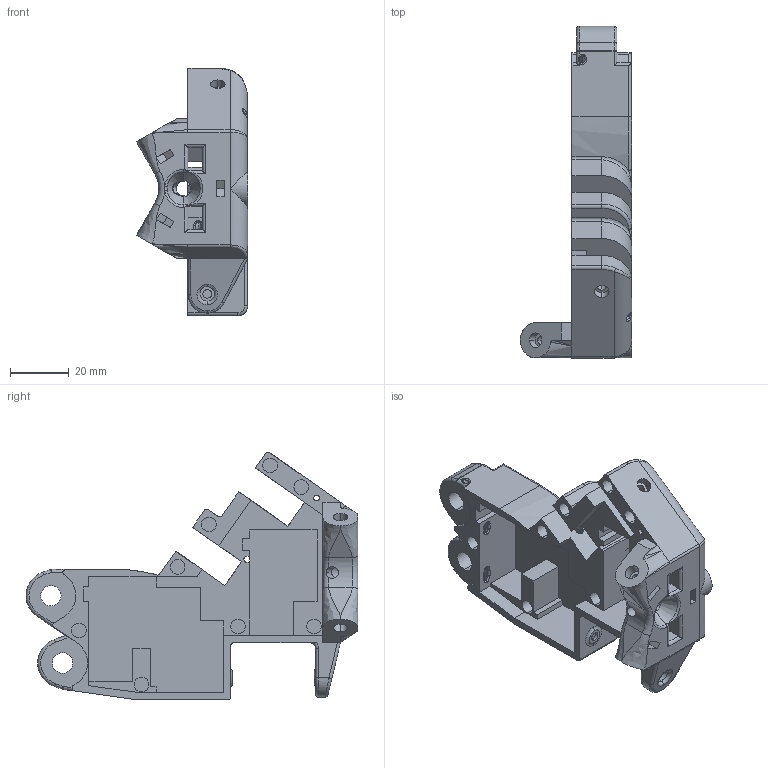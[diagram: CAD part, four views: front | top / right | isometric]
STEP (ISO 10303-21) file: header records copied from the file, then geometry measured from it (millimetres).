
FILE_DESCRIPTION (( 'STEP AP214' ), '1' );
FILE_NAME ('12palm.STEP', '2025-01-21T01:00:24', ( '' ), ( '' ), 'SwSTEP 2.0', 'SolidWorks 2025', '' );
FILE_SCHEMA (( 'AUTOMOTIVE_DESIGN' ));
Length unit declared in the file: millimetre
Products named in the file (1): 12palm
Bounding box: 38 x 113.49 x 84.64 mm (x, y, z)
Volume: 59669.4 mm3; surface area: 28963.1 mm2
Topology: 1 solids, 1 shells, 418 faces, 1075 edges, 660 vertices
Faces by surface type: cylinder 161, plane 141, bspline 66, torus 43, sphere 5, cone 2
Entity records: 15786 total; most frequent: CARTESIAN_POINT 6075, ORIENTED_EDGE 2126, DIRECTION 1931, EDGE_CURVE 1063, AXIS2_PLACEMENT_3D 715, VERTEX_POINT 659, LINE 501, VECTOR 501
